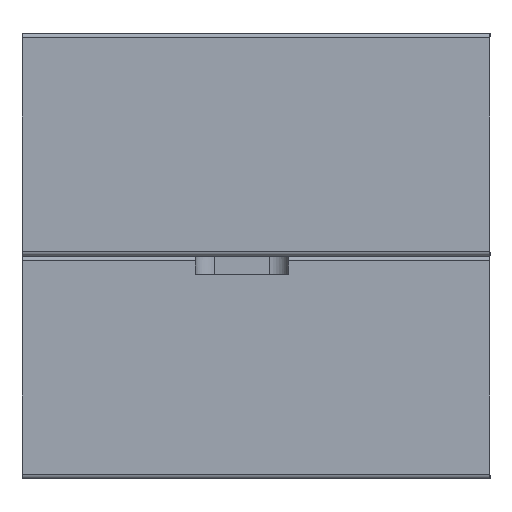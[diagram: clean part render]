
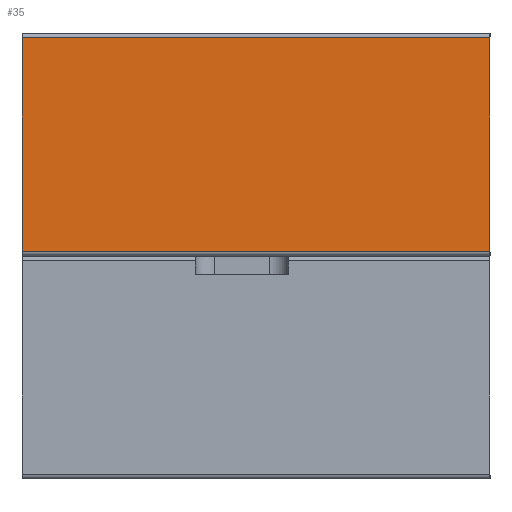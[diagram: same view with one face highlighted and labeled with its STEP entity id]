
A CAD part, left-side view. The second image highlights one B-rep face of the part: STEP entity #35.
In plain terms, the highlighted planar face has unit normal (-1, 0, 0).
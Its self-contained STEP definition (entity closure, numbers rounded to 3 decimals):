
#29 = LINE ( 'NONE', #2556, #1752 ) ;
#35 = ADVANCED_FACE ( 'NONE', ( #1970 ), #2020, .F. ) ;
#400 = VERTEX_POINT ( 'NONE', #1971 ) ;
#439 = ORIENTED_EDGE ( 'NONE', *, *, #2136, .T. ) ;
#442 = CARTESIAN_POINT ( 'NONE',  ( -53.5, 150.381, -23.9 ) ) ;
#606 = CARTESIAN_POINT ( 'NONE',  ( -53.5, 40.19, -23.9 ) ) ;
#674 = VECTOR ( 'NONE', #882, 1000. ) ;
#728 = AXIS2_PLACEMENT_3D ( 'NONE', #442, #2447, #2039 ) ;
#882 = DIRECTION ( 'NONE',  ( 0., 1., 0. ) ) ;
#928 = DIRECTION ( 'NONE',  ( 0., 0., 1. ) ) ;
#1189 = CARTESIAN_POINT ( 'NONE',  ( -53.5, 40.19, 23.4 ) ) ;
#1350 = VERTEX_POINT ( 'NONE', #2148 ) ;
#1700 = ORIENTED_EDGE ( 'NONE', *, *, #2541, .T. ) ;
#1747 = EDGE_CURVE ( 'NONE', #1800, #400, #1756, .T. ) ;
#1752 = VECTOR ( 'NONE', #928, 1000. ) ;
#1756 = LINE ( 'NONE', #606, #2540 ) ;
#1795 = DIRECTION ( 'NONE',  ( 0., 0., -1. ) ) ;
#1800 = VERTEX_POINT ( 'NONE', #1189 ) ;
#1887 = CARTESIAN_POINT ( 'NONE',  ( -53.5, 150.381, 23.4 ) ) ;
#1917 = CARTESIAN_POINT ( 'NONE',  ( -53.5, -10., 23.4 ) ) ;
#1970 = FACE_OUTER_BOUND ( 'NONE', #2591, .T. ) ;
#1971 = CARTESIAN_POINT ( 'NONE',  ( -53.5, 40.19, 0.5 ) ) ;
#2020 = PLANE ( 'NONE',  #728 ) ;
#2039 = DIRECTION ( 'NONE',  ( 0., 0., -1. ) ) ;
#2136 = EDGE_CURVE ( 'NONE', #1350, #2599, #29, .T. ) ;
#2148 = CARTESIAN_POINT ( 'NONE',  ( -53.5, -10., 0.5 ) ) ;
#2400 = ORIENTED_EDGE ( 'NONE', *, *, #1747, .T. ) ;
#2410 = VECTOR ( 'NONE', #2484, 1000. ) ;
#2431 = EDGE_CURVE ( 'NONE', #400, #1350, #2565, .T. ) ;
#2432 = ORIENTED_EDGE ( 'NONE', *, *, #2431, .T. ) ;
#2447 = DIRECTION ( 'NONE',  ( 1., 0., 0. ) ) ;
#2464 = CARTESIAN_POINT ( 'NONE',  ( -53.5, 150.381, 0.5 ) ) ;
#2484 = DIRECTION ( 'NONE',  ( 0., -1., 0. ) ) ;
#2499 = LINE ( 'NONE', #1887, #674 ) ;
#2540 = VECTOR ( 'NONE', #1795, 1000. ) ;
#2541 = EDGE_CURVE ( 'NONE', #2599, #1800, #2499, .T. ) ;
#2556 = CARTESIAN_POINT ( 'NONE',  ( -53.5, -10., -23.9 ) ) ;
#2565 = LINE ( 'NONE', #2464, #2410 ) ;
#2591 = EDGE_LOOP ( 'NONE', ( #2400, #2432, #439, #1700 ) ) ;
#2599 = VERTEX_POINT ( 'NONE', #1917 ) ;
